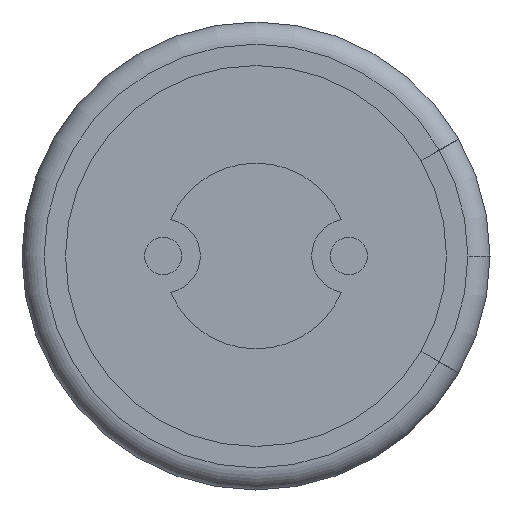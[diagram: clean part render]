
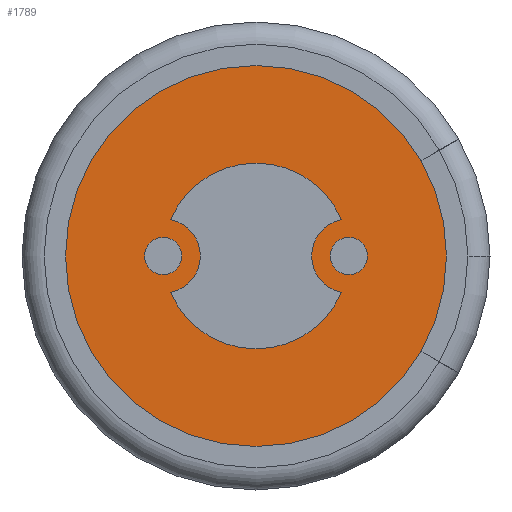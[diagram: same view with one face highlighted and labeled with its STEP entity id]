
A CAD part, front view. The second image highlights one B-rep face of the part: STEP entity #1789.
In plain terms, the highlighted planar face has unit normal (0, -1, 0).
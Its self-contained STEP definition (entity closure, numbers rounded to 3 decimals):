
#43 = DIRECTION ( 'NONE',  ( 1., 0., 0. ) ) ;
#45 = DIRECTION ( 'NONE',  ( 0., -1., 0. ) ) ;
#88 = AXIS2_PLACEMENT_3D ( 'NONE', #1852, #1877, #1143 ) ;
#131 = DIRECTION ( 'NONE',  ( 0., 1., 0. ) ) ;
#132 = VERTEX_POINT ( 'NONE', #1678 ) ;
#151 = EDGE_CURVE ( 'NONE', #1815, #1447, #1331, .T. ) ;
#160 = EDGE_CURVE ( 'NONE', #1235, #132, #1363, .T. ) ;
#209 = AXIS2_PLACEMENT_3D ( 'NONE', #2079, #1913, #1905 ) ;
#250 = ORIENTED_EDGE ( 'NONE', *, *, #160, .F. ) ;
#251 = CARTESIAN_POINT ( 'NONE',  ( 2.22, 0.95, 1.282 ) ) ;
#276 = CARTESIAN_POINT ( 'NONE',  ( -1.15, 0.95, 0.49 ) ) ;
#281 = DIRECTION ( 'NONE',  ( 0., -1., 0. ) ) ;
#285 = CARTESIAN_POINT ( 'NONE',  ( 2.22, 0.95, -1.282 ) ) ;
#305 = DIRECTION ( 'NONE',  ( -1., 0., 0. ) ) ;
#358 = AXIS2_PLACEMENT_3D ( 'NONE', #1893, #281, #1323 ) ;
#384 = DIRECTION ( 'NONE',  ( 1., 0., 0. ) ) ;
#394 = CARTESIAN_POINT ( 'NONE',  ( 0., 0.95, 0. ) ) ;
#415 = DIRECTION ( 'NONE',  ( 0., -1., 0. ) ) ;
#425 = CIRCLE ( 'NONE', #2280, 2.564 ) ;
#478 = ORIENTED_EDGE ( 'NONE', *, *, #2159, .F. ) ;
#496 = CIRCLE ( 'NONE', #358, 0.5 ) ;
#532 = AXIS2_PLACEMENT_3D ( 'NONE', #1013, #1368, #305 ) ;
#552 = CIRCLE ( 'NONE', #2173, 0.5 ) ;
#613 = DIRECTION ( 'NONE',  ( -1., 0., 0. ) ) ;
#655 = ORIENTED_EDGE ( 'NONE', *, *, #1601, .F. ) ;
#675 = CARTESIAN_POINT ( 'NONE',  ( -1.25, 0.95, 0. ) ) ;
#678 = VERTEX_POINT ( 'NONE', #1675 ) ;
#765 = CARTESIAN_POINT ( 'NONE',  ( 1.15, 0.95, 0.49 ) ) ;
#846 = EDGE_LOOP ( 'NONE', ( #1386, #1324, #1072 ) ) ;
#922 = EDGE_LOOP ( 'NONE', ( #655, #478, #250, #1785, #2263 ) ) ;
#923 = CARTESIAN_POINT ( 'NONE',  ( 0., 0.95, 0. ) ) ;
#1013 = CARTESIAN_POINT ( 'NONE',  ( 0., 0.95, 0. ) ) ;
#1020 = DIRECTION ( 'NONE',  ( -1., 0., 0. ) ) ;
#1030 = AXIS2_PLACEMENT_3D ( 'NONE', #394, #45, #384 ) ;
#1072 = ORIENTED_EDGE ( 'NONE', *, *, #1183, .T. ) ;
#1113 = CIRCLE ( 'NONE', #2265, 1.25 ) ;
#1114 = CARTESIAN_POINT ( 'NONE',  ( 0., 0.95, 0. ) ) ;
#1142 = DIRECTION ( 'NONE',  ( 0., 1., 0. ) ) ;
#1143 = DIRECTION ( 'NONE',  ( 1., 0., 0. ) ) ;
#1159 = DIRECTION ( 'NONE',  ( -1., 0., 0. ) ) ;
#1183 = EDGE_CURVE ( 'NONE', #678, #1815, #425, .T. ) ;
#1235 = VERTEX_POINT ( 'NONE', #765 ) ;
#1323 = DIRECTION ( 'NONE',  ( -1., 0., 0. ) ) ;
#1324 = ORIENTED_EDGE ( 'NONE', *, *, #2054, .T. ) ;
#1331 = CIRCLE ( 'NONE', #88, 2.564 ) ;
#1363 = CIRCLE ( 'NONE', #209, 1.25 ) ;
#1368 = DIRECTION ( 'NONE',  ( 0., -1., 0. ) ) ;
#1386 = ORIENTED_EDGE ( 'NONE', *, *, #151, .T. ) ;
#1419 = EDGE_CURVE ( 'NONE', #2291, #1816, #2199, .T. ) ;
#1447 = VERTEX_POINT ( 'NONE', #285 ) ;
#1511 = VERTEX_POINT ( 'NONE', #276 ) ;
#1601 = EDGE_CURVE ( 'NONE', #1511, #2291, #552, .T. ) ;
#1628 = FACE_BOUND ( 'NONE', #922, .T. ) ;
#1675 = CARTESIAN_POINT ( 'NONE',  ( 2.564, 0.95, 0. ) ) ;
#1678 = CARTESIAN_POINT ( 'NONE',  ( 0., 0.95, 1.25 ) ) ;
#1753 = CARTESIAN_POINT ( 'NONE',  ( -1.15, 0.95, -0.49 ) ) ;
#1785 = ORIENTED_EDGE ( 'NONE', *, *, #2171, .T. ) ;
#1789 = ADVANCED_FACE ( 'NONE', ( #1628, #2336 ), #2210, .F. ) ;
#1805 = CIRCLE ( 'NONE', #1030, 2.564 ) ;
#1815 = VERTEX_POINT ( 'NONE', #251 ) ;
#1816 = VERTEX_POINT ( 'NONE', #1895 ) ;
#1852 = CARTESIAN_POINT ( 'NONE',  ( 0., 0.95, 0. ) ) ;
#1877 = DIRECTION ( 'NONE',  ( 0., -1., 0. ) ) ;
#1893 = CARTESIAN_POINT ( 'NONE',  ( 1.25, 0.95, 0. ) ) ;
#1895 = CARTESIAN_POINT ( 'NONE',  ( 1.15, 0.95, -0.49 ) ) ;
#1898 = AXIS2_PLACEMENT_3D ( 'NONE', #923, #1142, #1159 ) ;
#1905 = DIRECTION ( 'NONE',  ( -1., 0., 0. ) ) ;
#1913 = DIRECTION ( 'NONE',  ( 0., -1., 0. ) ) ;
#2053 = CARTESIAN_POINT ( 'NONE',  ( 0., 0.95, 0. ) ) ;
#2054 = EDGE_CURVE ( 'NONE', #1447, #678, #1805, .T. ) ;
#2079 = CARTESIAN_POINT ( 'NONE',  ( 0., 0.95, 0. ) ) ;
#2159 = EDGE_CURVE ( 'NONE', #132, #1511, #1113, .T. ) ;
#2171 = EDGE_CURVE ( 'NONE', #1235, #1816, #496, .T. ) ;
#2173 = AXIS2_PLACEMENT_3D ( 'NONE', #675, #131, #1020 ) ;
#2199 = CIRCLE ( 'NONE', #532, 1.25 ) ;
#2210 = PLANE ( 'NONE',  #1898 ) ;
#2229 = DIRECTION ( 'NONE',  ( 0., -1., 0. ) ) ;
#2263 = ORIENTED_EDGE ( 'NONE', *, *, #1419, .F. ) ;
#2265 = AXIS2_PLACEMENT_3D ( 'NONE', #2053, #2229, #613 ) ;
#2280 = AXIS2_PLACEMENT_3D ( 'NONE', #1114, #415, #43 ) ;
#2291 = VERTEX_POINT ( 'NONE', #1753 ) ;
#2336 = FACE_OUTER_BOUND ( 'NONE', #846, .T. ) ;
